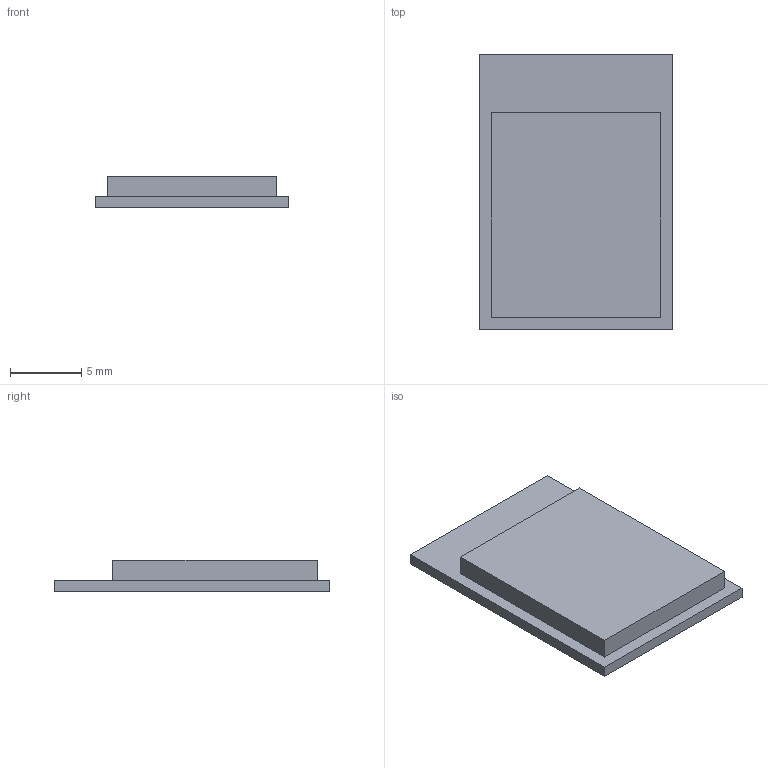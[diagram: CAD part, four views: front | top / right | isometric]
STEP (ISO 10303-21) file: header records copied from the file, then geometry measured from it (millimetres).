
FILE_DESCRIPTION(('CATIA V5 STEP Exchange'),'2;1');
FILE_NAME('xbee3.stp','2018-08-15T08:04:23+00:00',('none'),('none'),'CATIA Version 5 Release 20 GA (IN-10)','CATIA V5 STEP AP214','none');
FILE_SCHEMA(('AUTOMOTIVE_DESIGN { 1 0 10303 214 1 1 1 1 }'));
Length unit declared in the file: millimetre
Products named in the file (1): 파트1
Bounding box: 13.56 x 19.3 x 2.21 mm (x, y, z)
Volume: 446.9 mm3; surface area: 649.8 mm2
Topology: 1 solids, 1 shells, 11 faces, 28 edges, 21 vertices
Faces by surface type: plane 11
Entity records: 405 total; most frequent: CARTESIAN_POINT 64, DIRECTION 50, ORIENTED_EDGE 48, VECTOR 28, LINE 28, EDGE_CURVE 24, VERTEX_POINT 16, AXIS2_PLACEMENT_3D 12
